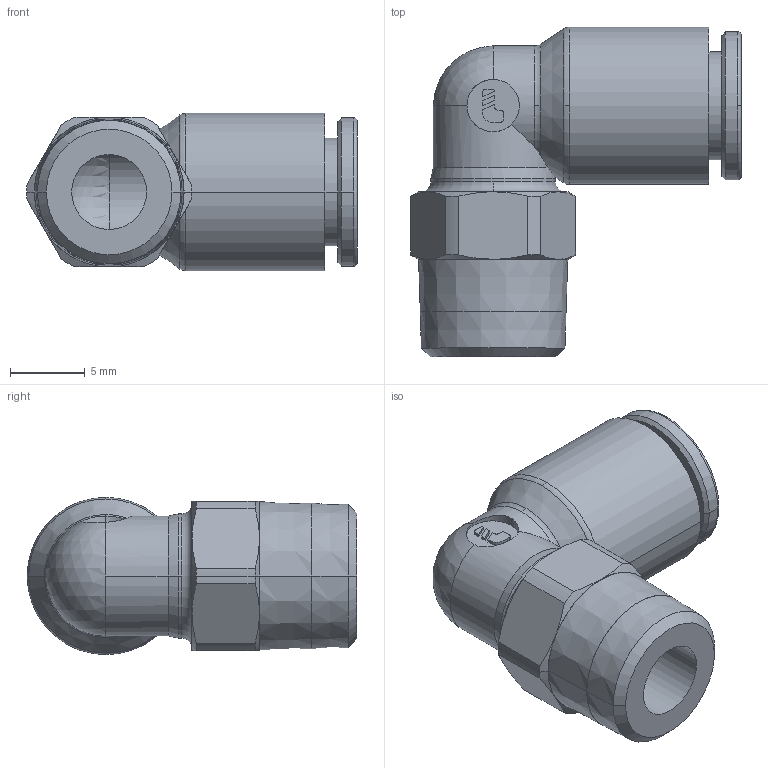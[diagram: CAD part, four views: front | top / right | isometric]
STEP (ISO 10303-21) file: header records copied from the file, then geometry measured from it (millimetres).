
FILE_DESCRIPTION(('STEP AP214'),'1');
FILE_NAME('3109_06_10.stp','2016-07-07T14:15:36',('TraceParts'),('TraceParts S.A.'),'Spatial InterOp 3D',' ',' ');
FILE_SCHEMA(('automotive_design'));
Length unit declared in the file: millimetre
Products named in the file (1): 1
Bounding box: 22.05 x 22 x 10.5 mm (x, y, z)
Volume: 1495.2 mm3; surface area: 1830.5 mm2
Topology: 1 solids, 1 shells, 107 faces, 263 edges, 165 vertices
Faces by surface type: cylinder 36, plane 32, cone 28, torus 9, sphere 2
Entity records: 3432 total; most frequent: CARTESIAN_POINT 876, DIRECTION 571, ORIENTED_EDGE 520, EDGE_CURVE 260, AXIS2_PLACEMENT_3D 238, VERTEX_POINT 165, CIRCLE 126, EDGE_LOOP 119
